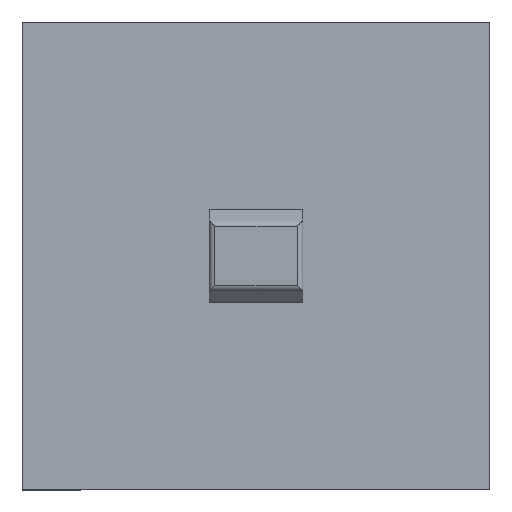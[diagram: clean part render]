
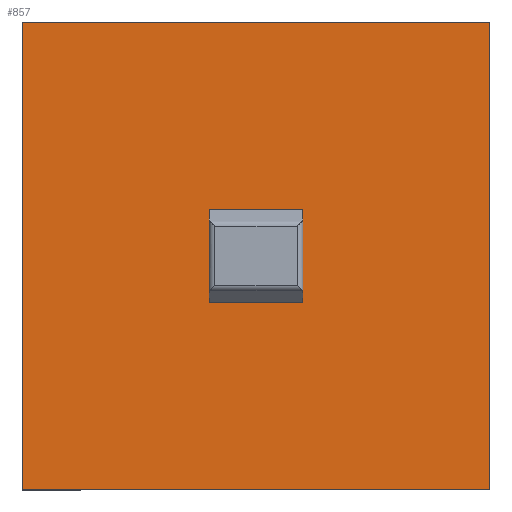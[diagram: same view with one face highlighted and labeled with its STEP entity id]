
A CAD part, top view. The second image highlights one B-rep face of the part: STEP entity #857.
In plain terms, the highlighted planar face has unit normal (0, 0, 1).
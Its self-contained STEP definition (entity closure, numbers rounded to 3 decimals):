
#53=FACE_BOUND('',#160,.T.);
#71=PLANE('',#939);
#106=FACE_OUTER_BOUND('',#159,.T.);
#159=EDGE_LOOP('',(#686,#687,#688,#689));
#160=EDGE_LOOP('',(#690,#691,#692,#693));
#190=LINE('',#1260,#278);
#207=LINE('',#1298,#295);
#238=LINE('',#1369,#326);
#239=LINE('',#1371,#327);
#240=LINE('',#1375,#328);
#241=LINE('',#1377,#329);
#242=LINE('',#1379,#330);
#243=LINE('',#1380,#331);
#278=VECTOR('',#1003,10.);
#295=VECTOR('',#1028,10.);
#326=VECTOR('',#1099,10.);
#327=VECTOR('',#1102,10.);
#328=VECTOR('',#1105,10.);
#329=VECTOR('',#1106,10.);
#330=VECTOR('',#1107,10.);
#331=VECTOR('',#1108,10.);
#383=VERTEX_POINT('',#1257);
#384=VERTEX_POINT('',#1259);
#400=VERTEX_POINT('',#1295);
#401=VERTEX_POINT('',#1297);
#422=VERTEX_POINT('',#1373);
#423=VERTEX_POINT('',#1374);
#424=VERTEX_POINT('',#1376);
#425=VERTEX_POINT('',#1378);
#463=EDGE_CURVE('',#384,#383,#190,.T.);
#482=EDGE_CURVE('',#401,#400,#207,.T.);
#518=EDGE_CURVE('',#383,#401,#238,.T.);
#519=EDGE_CURVE('',#400,#384,#239,.T.);
#520=EDGE_CURVE('',#422,#423,#240,.T.);
#521=EDGE_CURVE('',#423,#424,#241,.T.);
#522=EDGE_CURVE('',#424,#425,#242,.T.);
#523=EDGE_CURVE('',#425,#422,#243,.T.);
#686=ORIENTED_EDGE('',*,*,#520,.T.);
#687=ORIENTED_EDGE('',*,*,#521,.T.);
#688=ORIENTED_EDGE('',*,*,#522,.T.);
#689=ORIENTED_EDGE('',*,*,#523,.T.);
#690=ORIENTED_EDGE('',*,*,#482,.T.);
#691=ORIENTED_EDGE('',*,*,#519,.T.);
#692=ORIENTED_EDGE('',*,*,#463,.T.);
#693=ORIENTED_EDGE('',*,*,#518,.T.);
#857=ADVANCED_FACE('',(#106,#53),#71,.T.);
#939=AXIS2_PLACEMENT_3D('',#1372,#1103,#1104);
#1003=DIRECTION('',(0.,-1.,0.));
#1028=DIRECTION('',(0.,1.,0.));
#1099=DIRECTION('',(-1.,0.,0.));
#1102=DIRECTION('',(1.,0.,0.));
#1103=DIRECTION('center_axis',(0.,0.,1.));
#1104=DIRECTION('ref_axis',(0.,1.,0.));
#1105=DIRECTION('',(-1.,0.,0.));
#1106=DIRECTION('',(0.,-1.,0.));
#1107=DIRECTION('',(1.,0.,0.));
#1108=DIRECTION('',(0.,1.,0.));
#1257=CARTESIAN_POINT('',(51.,34.,12.));
#1259=CARTESIAN_POINT('',(51.,51.,12.));
#1260=CARTESIAN_POINT('',(51.,46.75,12.));
#1295=CARTESIAN_POINT('',(34.,51.,12.));
#1297=CARTESIAN_POINT('',(34.,34.,12.));
#1298=CARTESIAN_POINT('',(34.,38.25,12.));
#1369=CARTESIAN_POINT('',(46.75,34.,12.));
#1371=CARTESIAN_POINT('',(38.25,51.,12.));
#1372=CARTESIAN_POINT('Origin',(42.5,42.5,12.));
#1373=CARTESIAN_POINT('',(85.,85.,12.));
#1374=CARTESIAN_POINT('',(0.,85.,12.));
#1375=CARTESIAN_POINT('',(42.5,85.,12.));
#1376=CARTESIAN_POINT('',(0.,0.,12.));
#1377=CARTESIAN_POINT('',(0.,42.5,12.));
#1378=CARTESIAN_POINT('',(85.,0.,12.));
#1379=CARTESIAN_POINT('',(42.5,0.,12.));
#1380=CARTESIAN_POINT('',(85.,42.5,12.));
